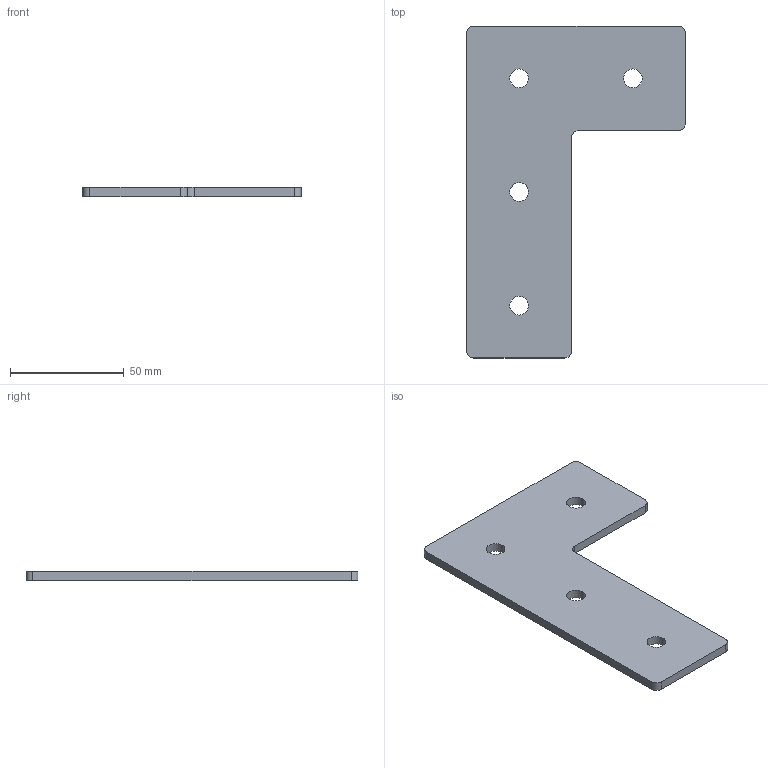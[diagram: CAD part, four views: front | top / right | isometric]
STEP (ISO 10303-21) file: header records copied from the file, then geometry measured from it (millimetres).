
FILE_DESCRIPTION (( 'STEP AP214' ), '1' );
FILE_NAME ('Ñáîðêà3.STEP', '2023-11-28T14:21:35', ( '' ), ( '' ), 'SwSTEP 2.0', 'SolidWorks 2022', '' );
FILE_SCHEMA (( 'AUTOMOTIVE_DESIGN' ));
Length unit declared in the file: millimetre
Products named in the file (2): A67 Г-соединитель 100х150B, Паз 10 SNSS.50.052_00; Сборка3
Assembly tree (1 placements, depth 2):
  Сборка3
    A67 Г-соединитель 100х150B, Паз 10 SNSS.50.052_00
Bounding box: 96 x 146 x 4 mm (x, y, z)
Volume: 35188.1 mm3; surface area: 19911.3 mm2
Topology: 1 solids, 1 shells, 22 faces, 60 edges, 40 vertices
Faces by surface type: cylinder 14, plane 8
Entity records: 794 total; most frequent: DIRECTION 140, CARTESIAN_POINT 126, ORIENTED_EDGE 120, EDGE_CURVE 60, AXIS2_PLACEMENT_3D 54, VERTEX_POINT 40, LINE 32, VECTOR 32
